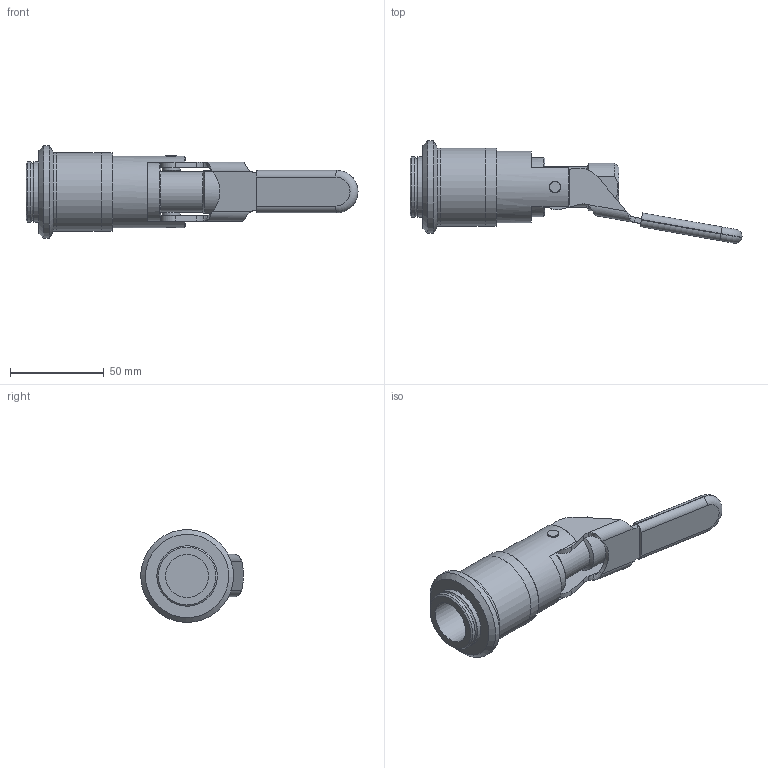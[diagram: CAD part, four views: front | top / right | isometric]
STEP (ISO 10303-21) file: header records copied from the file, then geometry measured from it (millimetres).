
FILE_DESCRIPTION(/* description */ (''),/* implementation_level */ '2;1');
FILE_NAME(/* name */ 'KA06PB CAD MODEL.stp',/* time_stamp */ '2017-05-03T13:14:18-05:00',/* author */ ('scottg'),/* organization */ ('FasTest,Inc.'),/* preprocessor_version */ 'ST-DEVELOPER v16.1',/* originating_system */ 'Autodesk Inventor 2016',/* authorisation */ '');
FILE_SCHEMA (('AUTOMOTIVE_DESIGN { 1 0 10303 214 3 1 1 }'));
Length unit declared in the file: inch
Products named in the file (1): KA06PB CAD MODEL
Bounding box: 177.22 x 54.74 x 49.51 mm (x, y, z)
Volume: 108229.6 mm3; surface area: 30518 mm2
Topology: 1 solids, 1 shells, 122 faces, 281 edges, 173 vertices
Faces by surface type: cylinder 44, plane 44, cone 23, bspline 8, torus 3
Full cylindrical faces by diameter (mm): 6.223 x2, 9.525 x2, 13.894 x1, 21.59 x1, 22.987 x1, 26.67 x1, 26.797 x1, 27.305 x1, 31.496 x2, 31.877 x1, 32.258 x2, 38.1 x1, 41.656 x1, 41.681 x2, 49.53 x1
Entity records: 3474 total; most frequent: CARTESIAN_POINT 795, DIRECTION 532, ORIENTED_EDGE 450, EDGE_CURVE 225, AXIS2_PLACEMENT_3D 222, EDGE_LOOP 182, VERTEX_POINT 159, FACE_OUTER_BOUND 122
